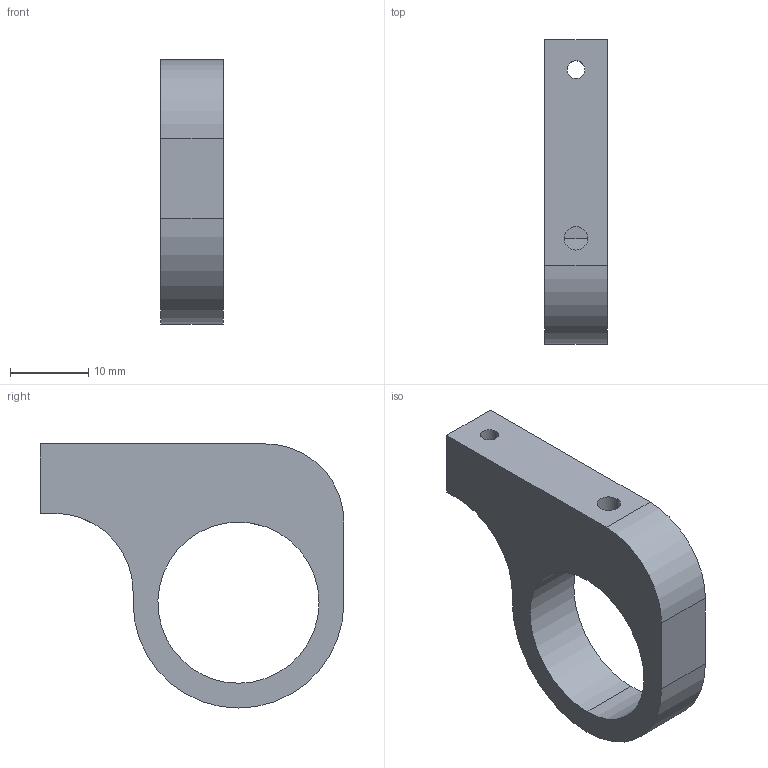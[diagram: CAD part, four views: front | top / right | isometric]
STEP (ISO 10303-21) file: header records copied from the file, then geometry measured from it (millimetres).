
FILE_DESCRIPTION(('Creo Elements/Direct Modeling STEP Export'),'2;1');
FILE_NAME('Cylinder-coupling-bracket-v3.stp','2016-08-22T17:04:33',(''),(''),'PTC Creo Elements/Direct Modeling STEP processor for AP214 (Solid Model)','PTC Creo Elements/Direct Modeling 19.0C 15-Aug-2015 (C) Parametric Technology GmbH','');
FILE_SCHEMA(('AUTOMOTIVE_DESIGN { 1 0 10303 214 1 1 1 1 }'));
Length unit declared in the file: millimetre
Products named in the file (2): Cylinder-coupling-bracket-v3
Assembly tree (1 placements, depth 2):
  Cylinder-coupling-bracket-v3
    Cylinder-coupling-bracket-v3
Bounding box: 7.94 x 38.9 x 33.82 mm (x, y, z)
Volume: 4703.1 mm3; surface area: 2859.4 mm2
Topology: 1 solids, 1 shells, 17 faces, 50 edges, 34 vertices
Faces by surface type: cylinder 10, plane 7
Entity records: 1261 total; most frequent: CARTESIAN_POINT 750, ORIENTED_EDGE 100, DIRECTION 93, EDGE_CURVE 50, AXIS2_PLACEMENT_3D 34, VERTEX_POINT 34, VECTOR 25, LINE 25
